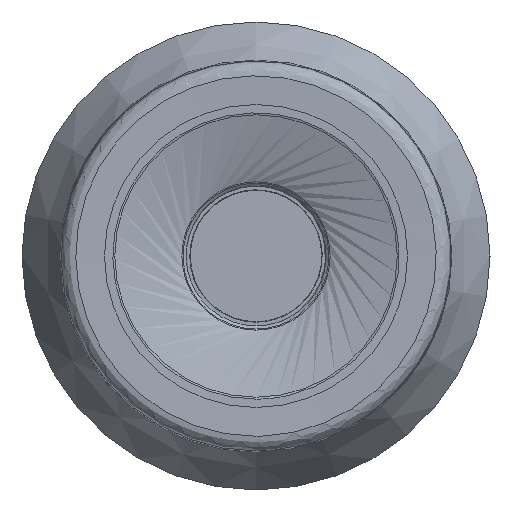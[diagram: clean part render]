
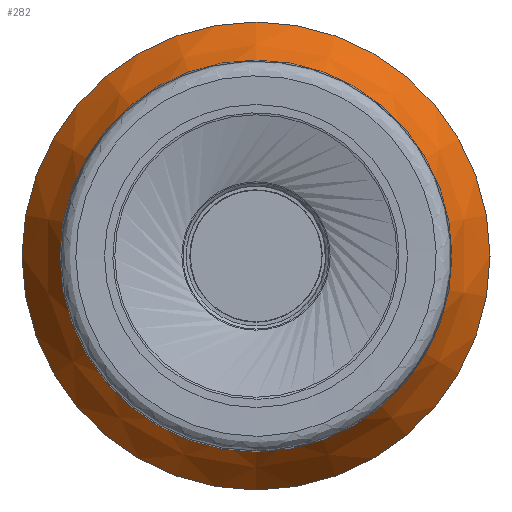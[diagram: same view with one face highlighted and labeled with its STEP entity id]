
A CAD part, left-side view. The second image highlights one B-rep face of the part: STEP entity #282.
In plain terms, the highlighted conical face has half-angle 30 degrees and reference radius 6 mm.
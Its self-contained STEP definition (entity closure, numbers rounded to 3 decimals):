
#214=CONICAL_SURFACE('',#532,6.,30.);
#234=FACE_BOUND('',#326,.T.);
#235=FACE_BOUND('',#327,.T.);
#282=ADVANCED_FACE('',(#234,#235),#214,.T.);
#326=EDGE_LOOP('',(#384));
#327=EDGE_LOOP('',(#385));
#384=ORIENTED_EDGE('',*,*,#461,.F.);
#385=ORIENTED_EDGE('',*,*,#462,.T.);
#432=VERTEX_POINT('',#701);
#433=VERTEX_POINT('',#704);
#461=EDGE_CURVE('',#432,#432,#490,.T.);
#462=EDGE_CURVE('',#433,#433,#491,.T.);
#490=CIRCLE('',#529,4.85);
#491=CIRCLE('',#531,6.);
#529=AXIS2_PLACEMENT_3D('',#700,#596,#597);
#531=AXIS2_PLACEMENT_3D('',#703,#600,#601);
#532=AXIS2_PLACEMENT_3D('',#705,#602,#603);
#596=DIRECTION('',(-1.,0.,0.));
#597=DIRECTION('',(0.,0.,1.));
#600=DIRECTION('',(-1.,0.,0.));
#601=DIRECTION('',(0.,0.,1.));
#602=DIRECTION('',(1.,0.,0.));
#603=DIRECTION('',(0.,0.,-1.));
#700=CARTESIAN_POINT('',(50.,0.,0.));
#701=CARTESIAN_POINT('',(50.,0.,4.85));
#703=CARTESIAN_POINT('',(51.992,0.,0.));
#704=CARTESIAN_POINT('',(51.992,0.,6.));
#705=CARTESIAN_POINT('',(51.992,0.,0.));
